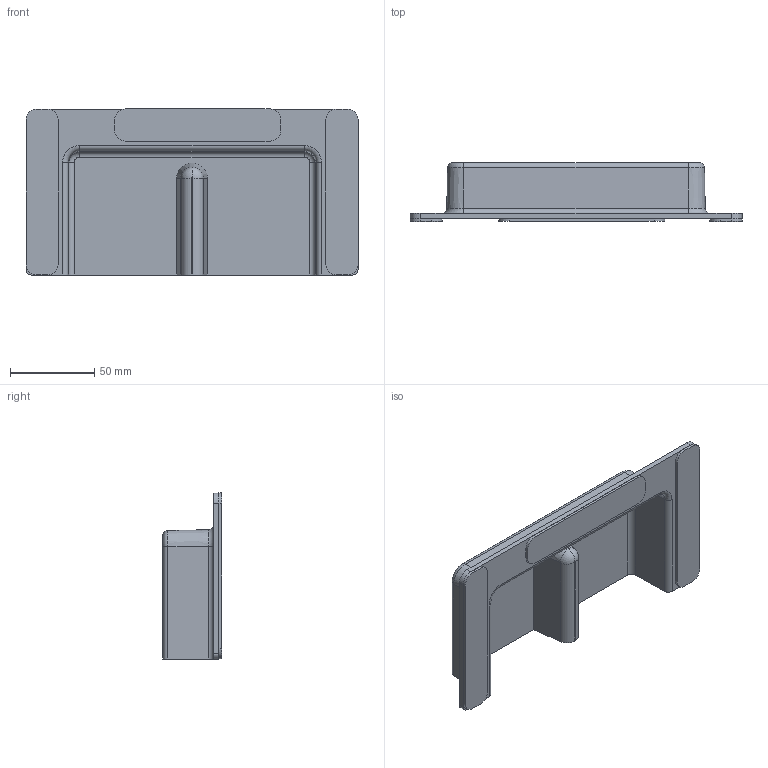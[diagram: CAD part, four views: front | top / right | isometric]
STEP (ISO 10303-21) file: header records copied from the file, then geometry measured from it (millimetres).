
FILE_DESCRIPTION (( 'STEP AP203' ), '1' );
FILE_NAME ('1116 3D Model.STEP', '2020-02-27T16:54:36', ( 'admin' ), ( 'Hewlett-Packard Company' ), 'SwSTEP 2.0', 'SolidWorks 2019', '' );
FILE_SCHEMA (( 'CONFIG_CONTROL_DESIGN' ));
Length unit declared in the file: inch
Products named in the file (4): 1116 3D Model; 1116P_CUT; 5962; 5962_3
Assembly tree (4 placements, depth 2):
  1116 3D Model
    1116P_CUT
    5962  x2
    5962_3
Bounding box: 196.85 x 35.04 x 98.42 mm (x, y, z)
Volume: 106342.6 mm3; surface area: 74263.3 mm2
Topology: 4 solids, 4 shells, 137 faces, 346 edges, 222 vertices
Faces by surface type: plane 68, cylinder 34, bspline 15, torus 14, cone 6
Entity records: 5132 total; most frequent: CARTESIAN_POINT 1645, ORIENTED_EDGE 644, DIRECTION 622, EDGE_CURVE 322, AXIS2_PLACEMENT_3D 211, VERTEX_POINT 206, LINE 200, VECTOR 200
